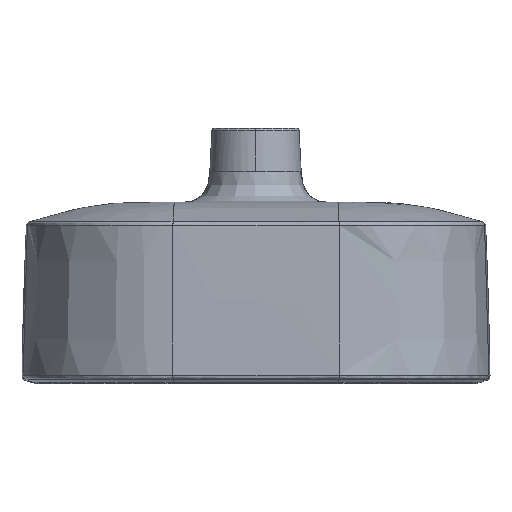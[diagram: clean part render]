
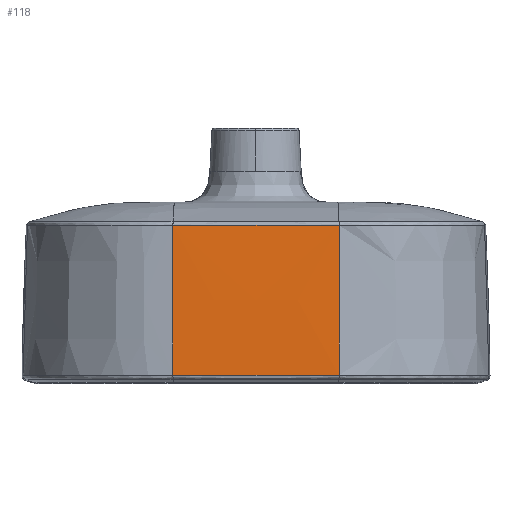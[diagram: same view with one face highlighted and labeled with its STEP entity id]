
A CAD part, top view. The second image highlights one B-rep face of the part: STEP entity #118.
In plain terms, the highlighted free-form (B-spline) face has degree [3, 3] with [7, 5] control points.
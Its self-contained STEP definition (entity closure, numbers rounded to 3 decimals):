
#118=ADVANCED_FACE('',(#354),#3661,.T.);
#354=FACE_OUTER_BOUND('',#598,.T.);
#598=EDGE_LOOP('',(#1218,#1219,#1220,#1221));
#1218=ORIENTED_EDGE('',*,*,#2263,.T.);
#1219=ORIENTED_EDGE('',*,*,#2037,.F.);
#1220=ORIENTED_EDGE('',*,*,#2275,.F.);
#1221=ORIENTED_EDGE('',*,*,#2219,.F.);
#2037=EDGE_CURVE('',#3346,#3348,#2766,.T.);
#2219=EDGE_CURVE('',#3512,#3514,#2940,.T.);
#2263=EDGE_CURVE('',#3512,#3348,#2983,.T.);
#2275=EDGE_CURVE('',#3514,#3346,#2995,.T.);
#2766=B_SPLINE_CURVE_WITH_KNOTS('',3,(#19233,#19234,#19235,#19236),
 .UNSPECIFIED.,.F.,.F.,(4,4),(-1.,0.),.UNSPECIFIED.);
#2940=B_SPLINE_CURVE_WITH_KNOTS('',3,(#20894,#20895,#20896,#20897),
 .UNSPECIFIED.,.F.,.F.,(4,4),(-1.,0.),.UNSPECIFIED.);
#2983=B_SPLINE_CURVE_WITH_KNOTS('',3,(#21533,#21534,#21535,#21536,#21537,
#21538,#21539),.UNSPECIFIED.,.F.,.F.,(4,1,1,1,4),(-0.98,-0.75,
-0.5,-0.25,-0.02),.UNSPECIFIED.);
#2995=B_SPLINE_CURVE_WITH_KNOTS('',3,(#21676,#21677,#21678,#21679,#21680,
#21681,#21682),.UNSPECIFIED.,.F.,.F.,(4,1,1,1,4),(-0.98,-0.75,
-0.5,-0.25,-0.02),.UNSPECIFIED.);
#3346=VERTEX_POINT('',#18420);
#3348=VERTEX_POINT('',#18422);
#3512=VERTEX_POINT('',#18586);
#3514=VERTEX_POINT('',#18588);
#3661=B_SPLINE_SURFACE_WITH_KNOTS('',3,3,((#7188,#7189,#7190,#7191,#7192),
(#7193,#7194,#7195,#7196,#7197),(#7198,#7199,#7200,#7201,#7202),(#7203,
#7204,#7205,#7206,#7207),(#7208,#7209,#7210,#7211,#7212),(#7213,#7214,#7215,
#7216,#7217),(#7218,#7219,#7220,#7221,#7222)),.UNSPECIFIED.,.F.,.F.,.F.,
(4,1,1,1,4),(4,1,4),(0.,0.25,0.5,0.75,1.),
(0.,0.5,1.),.UNSPECIFIED.);
#7188=CARTESIAN_POINT('',(21.008,-7.6,42.873));
#7189=CARTESIAN_POINT('',(20.973,-5.016,42.833));
#7190=CARTESIAN_POINT('',(20.947,0.153,42.72));
#7191=CARTESIAN_POINT('',(20.981,5.318,42.531));
#7192=CARTESIAN_POINT('',(21.007,7.9,42.414));
#7193=CARTESIAN_POINT('',(22.381,-7.6,42.882));
#7194=CARTESIAN_POINT('',(22.347,-5.016,42.842));
#7195=CARTESIAN_POINT('',(22.338,0.153,42.732));
#7196=CARTESIAN_POINT('',(22.355,5.318,42.54));
#7197=CARTESIAN_POINT('',(22.381,7.9,42.424));
#7198=CARTESIAN_POINT('',(25.129,-7.6,42.896));
#7199=CARTESIAN_POINT('',(25.103,-5.016,42.856));
#7200=CARTESIAN_POINT('',(25.108,0.153,42.75));
#7201=CARTESIAN_POINT('',(25.109,5.318,42.554));
#7202=CARTESIAN_POINT('',(25.128,7.9,42.438));
#7203=CARTESIAN_POINT('',(29.25,-7.6,42.903));
#7204=CARTESIAN_POINT('',(29.25,-5.016,42.863));
#7205=CARTESIAN_POINT('',(29.25,0.153,42.759));
#7206=CARTESIAN_POINT('',(29.25,5.318,42.561));
#7207=CARTESIAN_POINT('',(29.25,7.9,42.445));
#7208=CARTESIAN_POINT('',(33.371,-7.6,42.896));
#7209=CARTESIAN_POINT('',(33.397,-5.016,42.856));
#7210=CARTESIAN_POINT('',(33.392,0.153,42.75));
#7211=CARTESIAN_POINT('',(33.391,5.318,42.554));
#7212=CARTESIAN_POINT('',(33.372,7.9,42.438));
#7213=CARTESIAN_POINT('',(36.119,-7.6,42.882));
#7214=CARTESIAN_POINT('',(36.153,-5.016,42.842));
#7215=CARTESIAN_POINT('',(36.162,0.153,42.732));
#7216=CARTESIAN_POINT('',(36.145,5.318,42.54));
#7217=CARTESIAN_POINT('',(36.119,7.9,42.424));
#7218=CARTESIAN_POINT('',(37.492,-7.6,42.873));
#7219=CARTESIAN_POINT('',(37.527,-5.016,42.833));
#7220=CARTESIAN_POINT('',(37.553,0.153,42.72));
#7221=CARTESIAN_POINT('',(37.519,5.318,42.531));
#7222=CARTESIAN_POINT('',(37.493,7.9,42.414));
#18420=CARTESIAN_POINT('',(37.496,-7.291,42.868));
#18422=CARTESIAN_POINT('',(21.004,-7.291,42.868));
#18586=CARTESIAN_POINT('',(21.004,7.597,42.428));
#18588=CARTESIAN_POINT('',(37.496,7.597,42.428));
#19233=CARTESIAN_POINT('',(37.496,-7.291,42.868));
#19234=CARTESIAN_POINT('',(31.999,-7.291,42.905));
#19235=CARTESIAN_POINT('',(26.501,-7.291,42.905));
#19236=CARTESIAN_POINT('',(21.004,-7.291,42.868));
#20894=CARTESIAN_POINT('',(21.004,7.597,42.428));
#20895=CARTESIAN_POINT('',(26.501,7.597,42.465));
#20896=CARTESIAN_POINT('',(31.999,7.597,42.465));
#20897=CARTESIAN_POINT('',(37.496,7.597,42.428));
#21533=CARTESIAN_POINT('',(21.004,7.597,42.428));
#21534=CARTESIAN_POINT('',(20.992,6.407,42.481));
#21535=CARTESIAN_POINT('',(20.973,3.926,42.582));
#21536=CARTESIAN_POINT('',(20.959,0.152,42.706));
#21537=CARTESIAN_POINT('',(20.967,-3.62,42.802));
#21538=CARTESIAN_POINT('',(20.989,-6.101,42.849));
#21539=CARTESIAN_POINT('',(21.004,-7.291,42.868));
#21676=CARTESIAN_POINT('',(37.496,7.597,42.428));
#21677=CARTESIAN_POINT('',(37.508,6.407,42.481));
#21678=CARTESIAN_POINT('',(37.527,3.926,42.582));
#21679=CARTESIAN_POINT('',(37.541,0.152,42.706));
#21680=CARTESIAN_POINT('',(37.533,-3.62,42.802));
#21681=CARTESIAN_POINT('',(37.511,-6.101,42.849));
#21682=CARTESIAN_POINT('',(37.496,-7.291,42.868));
